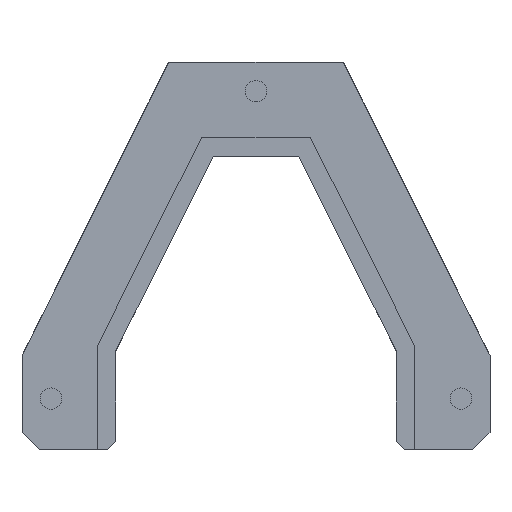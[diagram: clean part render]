
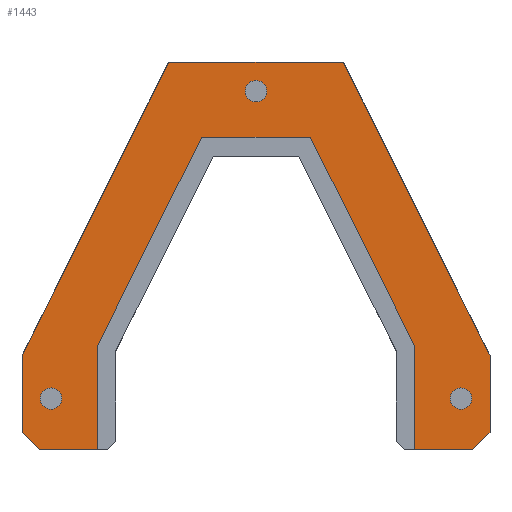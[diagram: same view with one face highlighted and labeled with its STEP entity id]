
A CAD part, top view. The second image highlights one B-rep face of the part: STEP entity #1443.
In plain terms, the highlighted planar face has unit normal (0, 0, 1).
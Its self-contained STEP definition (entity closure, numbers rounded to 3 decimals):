
#24=FACE_BOUND('',#130,.T.);
#25=FACE_BOUND('',#131,.T.);
#26=FACE_BOUND('',#132,.T.);
#30=CIRCLE('',#1537,3.15);
#31=CIRCLE('',#1538,3.15);
#32=CIRCLE('',#1539,3.15);
#50=FACE_OUTER_BOUND('',#129,.T.);
#129=EDGE_LOOP('',(#968,#969,#970,#971,#972,#973,#974,#975,#976,#977,#978,
#979,#980,#981));
#130=EDGE_LOOP('',(#982));
#131=EDGE_LOOP('',(#983));
#132=EDGE_LOOP('',(#984));
#211=LINE('',#2018,#406);
#214=LINE('',#2024,#409);
#217=LINE('',#2030,#412);
#220=LINE('',#2036,#415);
#223=LINE('',#2042,#418);
#225=LINE('',#2047,#420);
#226=LINE('',#2049,#421);
#227=LINE('',#2051,#422);
#228=LINE('',#2053,#423);
#229=LINE('',#2055,#424);
#230=LINE('',#2057,#425);
#231=LINE('',#2059,#426);
#232=LINE('',#2060,#427);
#233=LINE('',#2061,#428);
#406=VECTOR('',#1631,10.);
#409=VECTOR('',#1636,10.);
#412=VECTOR('',#1641,10.);
#415=VECTOR('',#1646,10.);
#418=VECTOR('',#1651,10.);
#420=VECTOR('',#1655,10.);
#421=VECTOR('',#1656,10.);
#422=VECTOR('',#1657,10.);
#423=VECTOR('',#1658,10.);
#424=VECTOR('',#1659,10.);
#425=VECTOR('',#1660,10.);
#426=VECTOR('',#1661,10.);
#427=VECTOR('',#1662,10.);
#428=VECTOR('',#1663,10.);
#601=VERTEX_POINT('',#2015);
#602=VERTEX_POINT('',#2017);
#604=VERTEX_POINT('',#2023);
#606=VERTEX_POINT('',#2029);
#608=VERTEX_POINT('',#2035);
#610=VERTEX_POINT('',#2041);
#611=VERTEX_POINT('',#2045);
#612=VERTEX_POINT('',#2046);
#613=VERTEX_POINT('',#2048);
#614=VERTEX_POINT('',#2050);
#615=VERTEX_POINT('',#2052);
#616=VERTEX_POINT('',#2054);
#617=VERTEX_POINT('',#2056);
#618=VERTEX_POINT('',#2058);
#619=VERTEX_POINT('',#2062);
#620=VERTEX_POINT('',#2064);
#621=VERTEX_POINT('',#2066);
#740=EDGE_CURVE('',#602,#601,#211,.T.);
#743=EDGE_CURVE('',#604,#602,#214,.T.);
#746=EDGE_CURVE('',#606,#604,#217,.T.);
#749=EDGE_CURVE('',#608,#606,#220,.T.);
#752=EDGE_CURVE('',#610,#608,#223,.T.);
#754=EDGE_CURVE('',#611,#612,#225,.T.);
#755=EDGE_CURVE('',#612,#613,#226,.T.);
#756=EDGE_CURVE('',#613,#614,#227,.T.);
#757=EDGE_CURVE('',#614,#615,#228,.T.);
#758=EDGE_CURVE('',#615,#616,#229,.T.);
#759=EDGE_CURVE('',#616,#617,#230,.T.);
#760=EDGE_CURVE('',#617,#618,#231,.T.);
#761=EDGE_CURVE('',#618,#610,#232,.T.);
#762=EDGE_CURVE('',#601,#611,#233,.T.);
#763=EDGE_CURVE('',#619,#619,#30,.T.);
#764=EDGE_CURVE('',#620,#620,#31,.T.);
#765=EDGE_CURVE('',#621,#621,#32,.T.);
#968=ORIENTED_EDGE('',*,*,#754,.T.);
#969=ORIENTED_EDGE('',*,*,#755,.T.);
#970=ORIENTED_EDGE('',*,*,#756,.T.);
#971=ORIENTED_EDGE('',*,*,#757,.T.);
#972=ORIENTED_EDGE('',*,*,#758,.T.);
#973=ORIENTED_EDGE('',*,*,#759,.T.);
#974=ORIENTED_EDGE('',*,*,#760,.T.);
#975=ORIENTED_EDGE('',*,*,#761,.T.);
#976=ORIENTED_EDGE('',*,*,#752,.T.);
#977=ORIENTED_EDGE('',*,*,#749,.T.);
#978=ORIENTED_EDGE('',*,*,#746,.T.);
#979=ORIENTED_EDGE('',*,*,#743,.T.);
#980=ORIENTED_EDGE('',*,*,#740,.T.);
#981=ORIENTED_EDGE('',*,*,#762,.T.);
#982=ORIENTED_EDGE('',*,*,#763,.T.);
#983=ORIENTED_EDGE('',*,*,#764,.T.);
#984=ORIENTED_EDGE('',*,*,#765,.T.);
#1373=PLANE('',#1536);
#1443=ADVANCED_FACE('',(#50,#24,#25,#26),#1373,.T.);
#1536=AXIS2_PLACEMENT_3D('',#2044,#1653,#1654);
#1537=AXIS2_PLACEMENT_3D('',#2063,#1664,#1665);
#1538=AXIS2_PLACEMENT_3D('',#2065,#1666,#1667);
#1539=AXIS2_PLACEMENT_3D('',#2067,#1668,#1669);
#1631=DIRECTION('',(0.,-1.,0.));
#1636=DIRECTION('',(0.447,-0.894,0.));
#1641=DIRECTION('',(1.,0.,0.));
#1646=DIRECTION('',(0.447,0.894,0.));
#1651=DIRECTION('',(0.,1.,0.));
#1653=DIRECTION('center_axis',(0.,0.,1.));
#1654=DIRECTION('ref_axis',(-1.,0.,0.));
#1655=DIRECTION('',(0.707,0.707,0.));
#1656=DIRECTION('',(0.,1.,0.));
#1657=DIRECTION('',(-0.447,0.894,0.));
#1658=DIRECTION('',(-1.,0.,0.));
#1659=DIRECTION('',(-0.447,-0.894,0.));
#1660=DIRECTION('',(0.,-1.,0.));
#1661=DIRECTION('',(0.707,-0.707,0.));
#1662=DIRECTION('',(1.,0.,0.));
#1663=DIRECTION('',(1.,0.,0.));
#1664=DIRECTION('center_axis',(0.,0.,-1.));
#1665=DIRECTION('ref_axis',(-1.,0.,0.));
#1666=DIRECTION('center_axis',(0.,0.,-1.));
#1667=DIRECTION('ref_axis',(-1.,0.,0.));
#1668=DIRECTION('center_axis',(0.,0.,-1.));
#1669=DIRECTION('ref_axis',(-1.,0.,0.));
#2015=CARTESIAN_POINT('',(46.5,0.,1.));
#2017=CARTESIAN_POINT('',(46.5,30.354,1.));
#2018=CARTESIAN_POINT('',(46.5,0.,1.));
#2023=CARTESIAN_POINT('',(15.927,91.5,1.));
#2024=CARTESIAN_POINT('',(15.927,91.5,1.));
#2029=CARTESIAN_POINT('',(-15.927,91.5,1.));
#2030=CARTESIAN_POINT('',(-15.927,91.5,1.));
#2035=CARTESIAN_POINT('',(-46.5,30.354,1.));
#2036=CARTESIAN_POINT('',(-46.5,30.354,1.));
#2041=CARTESIAN_POINT('',(-46.5,0.,1.));
#2042=CARTESIAN_POINT('',(-46.5,0.,1.));
#2044=CARTESIAN_POINT('Origin',(0.,56.75,1.));
#2045=CARTESIAN_POINT('',(63.5,0.,1.));
#2046=CARTESIAN_POINT('',(68.5,5.,1.));
#2047=CARTESIAN_POINT('',(63.5,0.,1.));
#2048=CARTESIAN_POINT('',(68.5,27.721,1.));
#2049=CARTESIAN_POINT('',(68.5,5.,1.));
#2050=CARTESIAN_POINT('',(25.611,113.5,1.));
#2051=CARTESIAN_POINT('',(68.5,27.721,1.));
#2052=CARTESIAN_POINT('',(-25.611,113.5,1.));
#2053=CARTESIAN_POINT('',(25.611,113.5,1.));
#2054=CARTESIAN_POINT('',(-68.5,27.721,1.));
#2055=CARTESIAN_POINT('',(-25.611,113.5,1.));
#2056=CARTESIAN_POINT('',(-68.5,5.,1.));
#2057=CARTESIAN_POINT('',(-68.5,27.721,1.));
#2058=CARTESIAN_POINT('',(-63.5,0.,1.));
#2059=CARTESIAN_POINT('',(-68.5,5.,1.));
#2060=CARTESIAN_POINT('',(-63.5,0.,1.));
#2061=CARTESIAN_POINT('',(43.5,0.,1.));
#2062=CARTESIAN_POINT('',(-3.15,105.,1.));
#2063=CARTESIAN_POINT('Origin',(0.,105.,1.));
#2064=CARTESIAN_POINT('',(56.85,15.,1.));
#2065=CARTESIAN_POINT('Origin',(60.,15.,1.));
#2066=CARTESIAN_POINT('',(-63.15,15.,1.));
#2067=CARTESIAN_POINT('Origin',(-60.,15.,1.));
